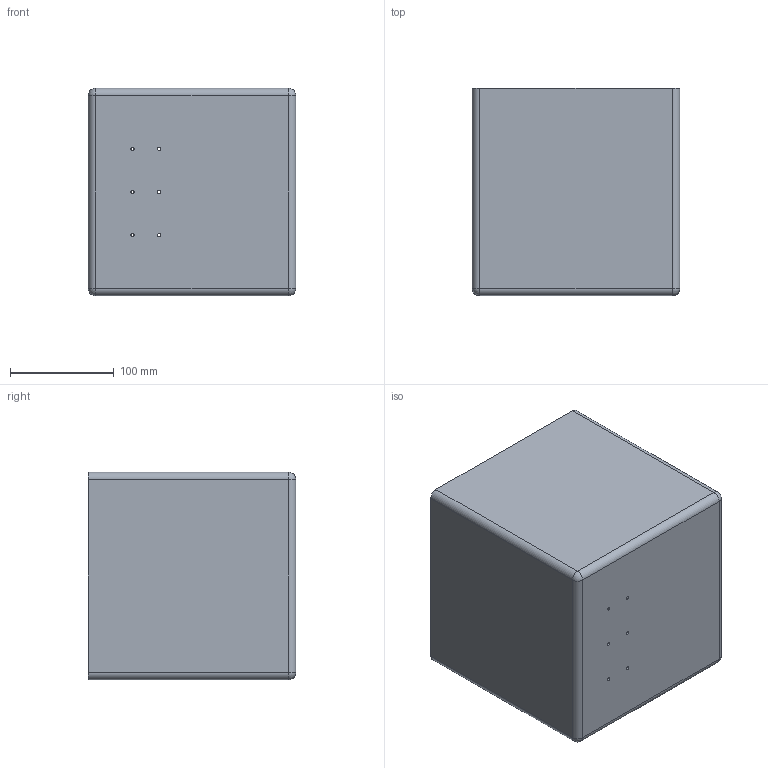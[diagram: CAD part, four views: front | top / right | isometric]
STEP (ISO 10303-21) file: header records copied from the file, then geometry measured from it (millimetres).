
FILE_DESCRIPTION(/* description */ (''),/* implementation_level */ '2;1');
FILE_NAME(/* name */ 'Vaso.step',/* time_stamp */ '2018-06-04T14:07:44-03:00',/* author */ (''),/* organization */ (''),/* preprocessor_version */ 'ST-DEVELOPER v17',/* originating_system */ 'Autodesk Translation Framework v7.1.0.215',/* authorisation */ '');
FILE_SCHEMA (('AUTOMOTIVE_DESIGN { 1 0 10303 214 3 1 1 }'));
Length unit declared in the file: millimetre
Products named in the file (1): Vaso
Bounding box: 200 x 200 x 200 mm (x, y, z)
Volume: 2098360.2 mm3; surface area: 461825.4 mm2
Topology: 1 solids, 1 shells, 139 faces, 333 edges, 196 vertices
Faces by surface type: plane 73, cylinder 50, sphere 16
Full cylindrical faces by diameter (mm): 1.2 x4, 1.6 x2, 1.8 x2, 3 x6, 10 x3, 20 x1
Entity records: 3946 total; most frequent: DIRECTION 699, CARTESIAN_POINT 653, ORIENTED_EDGE 634, EDGE_CURVE 317, AXIS2_PLACEMENT_3D 242, LINE 215, VECTOR 215, VERTEX_POINT 196
